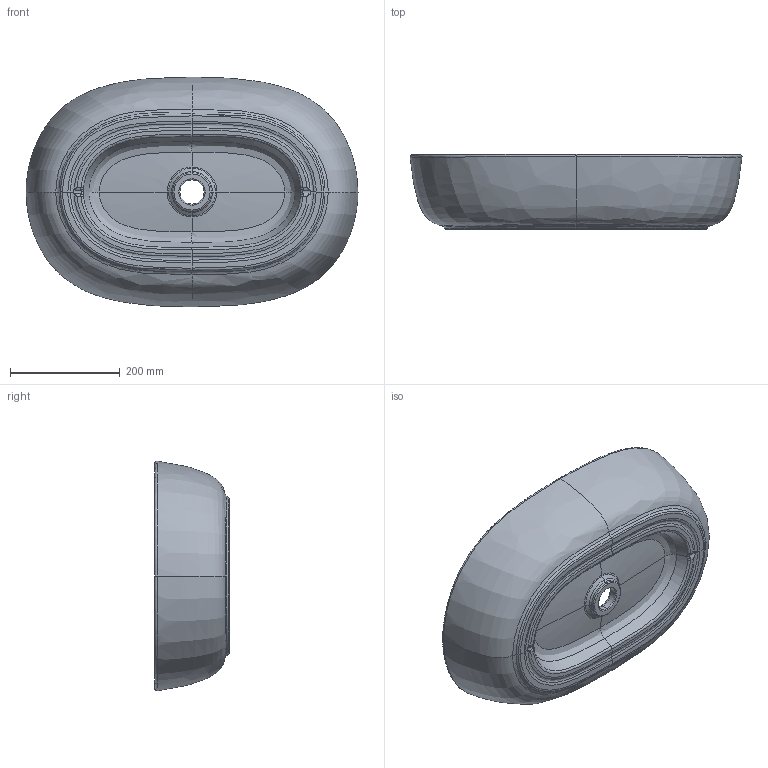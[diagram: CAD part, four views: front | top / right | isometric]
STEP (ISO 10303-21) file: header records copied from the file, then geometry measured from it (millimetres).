
FILE_DESCRIPTION (( 'STEP AP214' ), '1' );
FILE_NAME ('S31L307900.STEP', '2023-10-06T16:15:25', ( 'Admin' ), ( '' ), 'SwSTEP 2.0', 'SolidWorks 2021', '' );
FILE_SCHEMA (( 'AUTOMOTIVE_DESIGN' ));
Length unit declared in the file: millimetre
Products named in the file (1): S31L307900
Bounding box: 606.06 x 136.46 x 419.2 mm (x, y, z)
Volume: 8542494.6 mm3; surface area: 663073.1 mm2
Topology: 1 solids, 1 shells, 133 faces, 282 edges, 142 vertices
Faces by surface type: bspline 82, torus 16, cylinder 14, plane 13, cone 8
Entity records: 19416 total; most frequent: CARTESIAN_POINT 17116, ORIENTED_EDGE 548, DIRECTION 354, EDGE_CURVE 274, AXIS2_PLACEMENT_3D 156, VERTEX_POINT 142, EDGE_LOOP 134, ADVANCED_FACE 133
